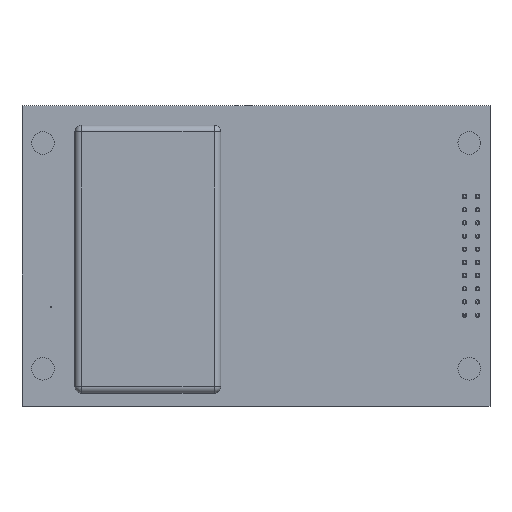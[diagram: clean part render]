
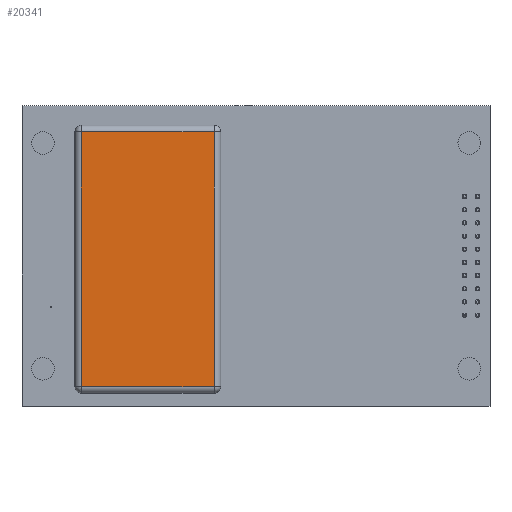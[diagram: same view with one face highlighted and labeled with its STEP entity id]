
A CAD part, top view. The second image highlights one B-rep face of the part: STEP entity #20341.
In plain terms, the highlighted planar face has unit normal (0, 0, 1).
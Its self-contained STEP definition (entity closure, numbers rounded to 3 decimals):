
#18198 = VERTEX_POINT('',#18199);
#18199 = CARTESIAN_POINT('',(9.037,41.7,
    11.99));
#18208 = VERTEX_POINT('',#18209);
#18209 = CARTESIAN_POINT('',(9.037,3.,
    11.99));
#18216 = EDGE_CURVE('',#18198,#18208,#18217,.T.);
#18217 = LINE('',#18218,#18219);
#18218 = CARTESIAN_POINT('',(9.037,22.85,
    11.99));
#18219 = VECTOR('',#18220,1.);
#18220 = DIRECTION('',(0.,-1.,0.));
#18265 = VERTEX_POINT('',#18266);
#18266 = CARTESIAN_POINT('',(29.194,41.7,
    11.99));
#18275 = EDGE_CURVE('',#18265,#18198,#18276,.T.);
#18276 = LINE('',#18277,#18278);
#18277 = CARTESIAN_POINT('',(8.037,41.7,
    11.99));
#18278 = VECTOR('',#18279,1.);
#18279 = DIRECTION('',(-1.,-0.,0.));
#18292 = VERTEX_POINT('',#18293);
#18293 = CARTESIAN_POINT('',(29.194,3.,
    11.99));
#18300 = EDGE_CURVE('',#18208,#18292,#18301,.T.);
#18301 = LINE('',#18302,#18303);
#18302 = CARTESIAN_POINT('',(35.55,3.,
    11.99));
#18303 = VECTOR('',#18304,1.);
#18304 = DIRECTION('',(1.,0.,0.));
#18349 = EDGE_CURVE('',#18292,#18265,#18350,.T.);
#18350 = LINE('',#18351,#18352);
#18351 = CARTESIAN_POINT('',(29.194,42.7,
    11.99));
#18352 = VECTOR('',#18353,1.);
#18353 = DIRECTION('',(0.,1.,0.));
#20341 = ADVANCED_FACE('',(#20342),#20348,.F.);
#20342 = FACE_BOUND('',#20343,.T.);
#20343 = EDGE_LOOP('',(#20344,#20345,#20346,#20347));
#20344 = ORIENTED_EDGE('',*,*,#18216,.T.);
#20345 = ORIENTED_EDGE('',*,*,#18300,.T.);
#20346 = ORIENTED_EDGE('',*,*,#18349,.T.);
#20347 = ORIENTED_EDGE('',*,*,#18275,.T.);
#20348 = PLANE('',#20349);
#20349 = AXIS2_PLACEMENT_3D('',#20350,#20351,#20352);
#20350 = CARTESIAN_POINT('',(35.55,22.85,
    11.99));
#20351 = DIRECTION('',(0.,0.,-1.));
#20352 = DIRECTION('',(0.,1.,0.));
